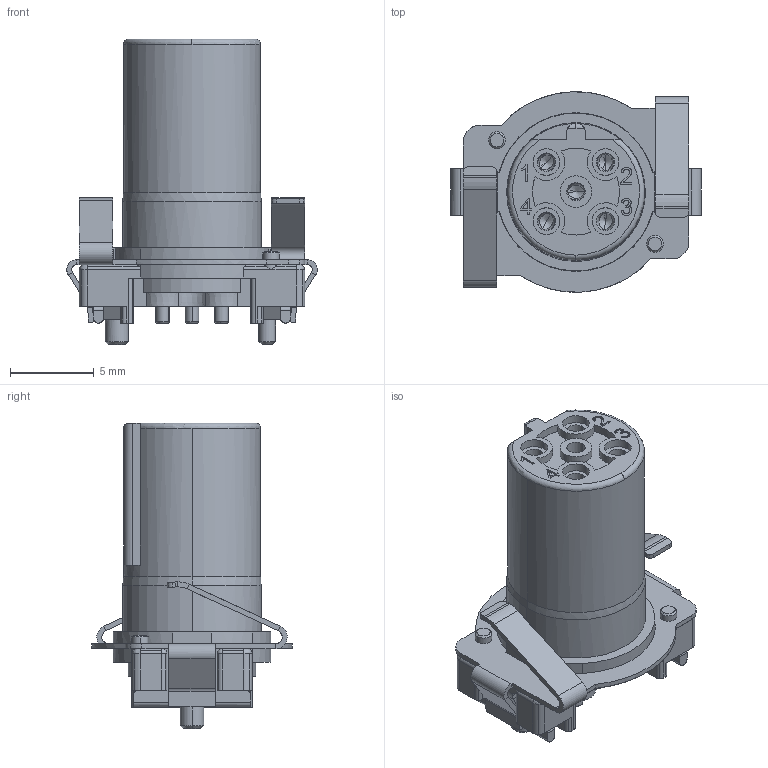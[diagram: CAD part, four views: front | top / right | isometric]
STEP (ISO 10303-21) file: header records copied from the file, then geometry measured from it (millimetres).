
FILE_DESCRIPTION(('CATIA V5 STEP Exchange','CAx-IF Rec.Pracs.--- Model Styling and Organization---1.4--- 2014-01-23'),'2;1');
FILE_NAME ('030309-7_0_2422900000_2422900000.stp','2023-08-24T11:24:25+00:00',('none'),('Weidmueller'),'CATIA Version 5-6 Release 2016 SP3 HF44','CATIA V5 STEP AP214','none');
FILE_SCHEMA(('AUTOMOTIVE_DESIGN { 1 0 10303 214 1 1 1 1 }'));
Length unit declared in the file: millimetre
Products named in the file (1): 2422900000
Bounding box: 14.99 x 11.99 x 18.3 mm (x, y, z)
Volume: 875.1 mm3; surface area: 2186.9 mm2
Topology: 19 solids, 26 shells, 858 faces, 2236 edges, 1443 vertices
Faces by surface type: plane 399, cylinder 252, bspline 140, cone 49, torus 14, sphere 4
Entity records: 28697 total; most frequent: CARTESIAN_POINT 9939, ORIENTED_EDGE 4440, DIRECTION 2820, EDGE_CURVE 2220, VERTEX_POINT 1443, VECTOR 1116, LINE 1116, AXIS2_PLACEMENT_3D 1100
